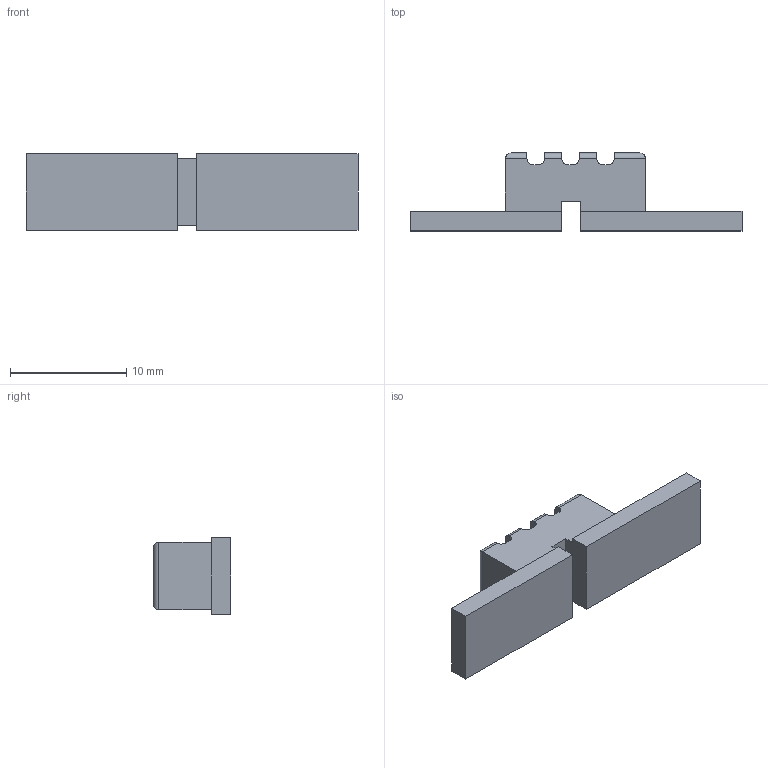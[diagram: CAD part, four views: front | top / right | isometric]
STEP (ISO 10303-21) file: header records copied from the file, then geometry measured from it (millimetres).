
FILE_DESCRIPTION(/* description */ ('STEP AP214'),/* implementation_level */ '2;1');
FILE_NAME(/* name */ '602c243164c515116cf2d28b',/* time_stamp */ '2021-02-16T19:59:46+00:00',/* author */ (''),/* organization */ (''),/* preprocessor_version */ 'ST-DEVELOPER v18.1',/* originating_system */ ' ',/* authorisation */ ' ');
FILE_SCHEMA (('AUTOMOTIVE_DESIGN {1 0 10303 214 3 1 1}'));
Length unit declared in the file: metre
Products named in the file (1): Switch Left
Bounding box: 28.53 x 6.7 x 6.6 mm (x, y, z)
Volume: 615.6 mm3; surface area: 708.7 mm2
Topology: 1 solids, 1 shells, 51 faces, 128 edges, 80 vertices
Faces by surface type: plane 35, cylinder 16
Entity records: 1532 total; most frequent: DIRECTION 260, CARTESIAN_POINT 260, ORIENTED_EDGE 256, EDGE_CURVE 128, LINE 100, VECTOR 100, VERTEX_POINT 80, AXIS2_PLACEMENT_3D 80
